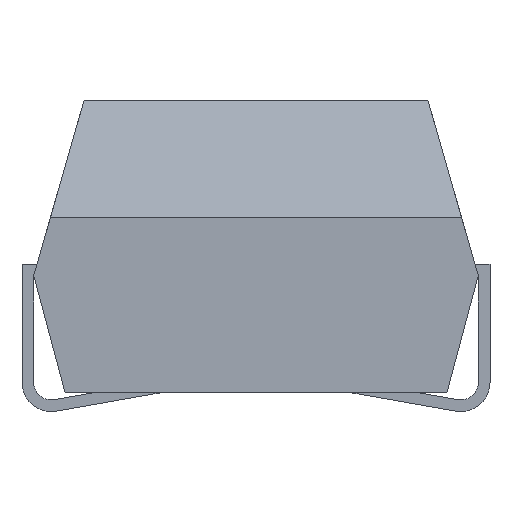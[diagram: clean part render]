
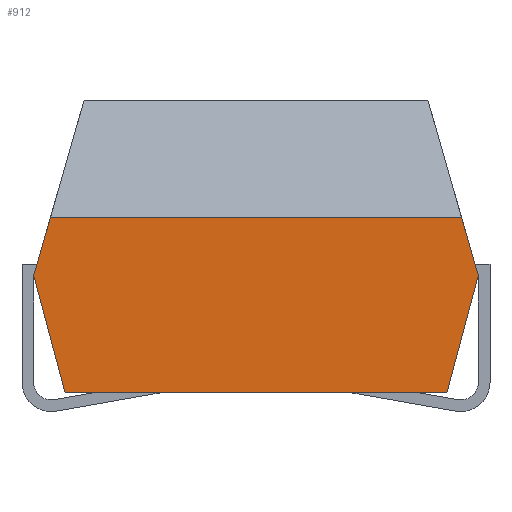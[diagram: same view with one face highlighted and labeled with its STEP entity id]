
A CAD part, left-side view. The second image highlights one B-rep face of the part: STEP entity #912.
In plain terms, the highlighted planar face has unit normal (-1, 0, 0).
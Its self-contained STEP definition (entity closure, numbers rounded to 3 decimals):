
#43=FACE_OUTER_BOUND('',#89,.T.);
#89=EDGE_LOOP('',(#598,#599,#600,#601,#602,#603));
#142=LINE('',#1290,#260);
#143=LINE('',#1292,#261);
#144=LINE('',#1294,#262);
#145=LINE('',#1296,#263);
#146=LINE('',#1298,#264);
#147=LINE('',#1299,#265);
#260=VECTOR('',#1043,1000.);
#261=VECTOR('',#1044,1000.);
#262=VECTOR('',#1045,1000.);
#263=VECTOR('',#1046,1000.);
#264=VECTOR('',#1047,1000.);
#265=VECTOR('',#1048,1000.);
#378=VERTEX_POINT('',#1288);
#379=VERTEX_POINT('',#1289);
#380=VERTEX_POINT('',#1291);
#381=VERTEX_POINT('',#1293);
#382=VERTEX_POINT('',#1295);
#383=VERTEX_POINT('',#1297);
#464=EDGE_CURVE('',#378,#379,#142,.T.);
#465=EDGE_CURVE('',#379,#380,#143,.T.);
#466=EDGE_CURVE('',#380,#381,#144,.T.);
#467=EDGE_CURVE('',#381,#382,#145,.T.);
#468=EDGE_CURVE('',#382,#383,#146,.T.);
#469=EDGE_CURVE('',#378,#383,#147,.T.);
#598=ORIENTED_EDGE('',*,*,#464,.T.);
#599=ORIENTED_EDGE('',*,*,#465,.T.);
#600=ORIENTED_EDGE('',*,*,#466,.T.);
#601=ORIENTED_EDGE('',*,*,#467,.T.);
#602=ORIENTED_EDGE('',*,*,#468,.T.);
#603=ORIENTED_EDGE('',*,*,#469,.F.);
#863=PLANE('',#972);
#912=ADVANCED_FACE('',(#43),#863,.F.);
#972=AXIS2_PLACEMENT_3D('',#1287,#1041,#1042);
#1041=DIRECTION('center_axis',(1.,0.,0.));
#1042=DIRECTION('ref_axis',(0.,0.,-1.));
#1043=DIRECTION('',(0.,0.276,-0.961));
#1044=DIRECTION('',(0.,-0.259,-0.966));
#1045=DIRECTION('',(0.,-1.,0.));
#1046=DIRECTION('',(0.,-0.259,0.966));
#1047=DIRECTION('',(0.,0.276,0.961));
#1048=DIRECTION('',(0.,-1.,0.));
#1287=CARTESIAN_POINT('Origin',(-4.,1.9,1.25));
#1288=CARTESIAN_POINT('',(-4.,1.757,0.25));
#1289=CARTESIAN_POINT('',(-4.,1.9,-0.25));
#1290=CARTESIAN_POINT('',(-4.,1.47,1.25));
#1291=CARTESIAN_POINT('',(-4.,1.632,-1.25));
#1292=CARTESIAN_POINT('',(-4.,2.275,1.15));
#1293=CARTESIAN_POINT('',(-4.,-1.632,-1.25));
#1294=CARTESIAN_POINT('',(-4.,1.9,-1.25));
#1295=CARTESIAN_POINT('',(-4.,-1.9,-0.25));
#1296=CARTESIAN_POINT('',(-4.,-2.02,0.2));
#1297=CARTESIAN_POINT('',(-4.,-1.757,0.25));
#1298=CARTESIAN_POINT('',(-4.,-1.47,1.25));
#1299=CARTESIAN_POINT('',(-4.,8.1,0.25));
